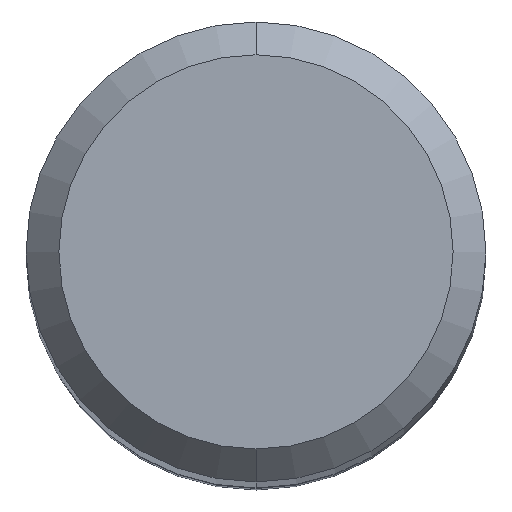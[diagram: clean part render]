
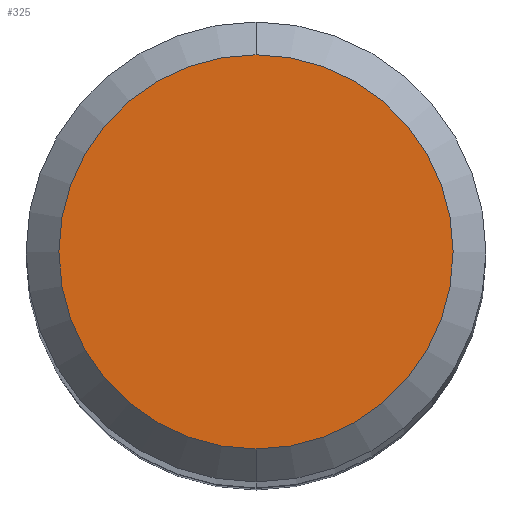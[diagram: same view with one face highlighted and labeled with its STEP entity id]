
A CAD part, top view. The second image highlights one B-rep face of the part: STEP entity #325.
In plain terms, the highlighted planar face has unit normal (0, 0, 1).
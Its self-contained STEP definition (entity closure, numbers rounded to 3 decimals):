
#165=VERTEX_POINT('',#399);
#217=EDGE_CURVE('',#165,#327,#458,.T.);
#307=EDGE_CURVE('',#327,#165,#559,.T.);
#325=ADVANCED_FACE('',(#580),#581,.T.);
#327=VERTEX_POINT('',#583);
#399=CARTESIAN_POINT('',(0.,-1.8,0.0));
#458=CIRCLE('',#735,1.8);
#559=CIRCLE('',#871,1.8);
#580=FACE_OUTER_BOUND('',#897,.T.);
#581=PLANE('',#898);
#583=CARTESIAN_POINT('',(0.0,1.8,0.0));
#735=AXIS2_PLACEMENT_3D('',#1038,#1039,#1040);
#871=AXIS2_PLACEMENT_3D('',#1179,#1180,#1181);
#897=EDGE_LOOP('',(#1209,#1210));
#898=AXIS2_PLACEMENT_3D('',#1211,#1212,#1213);
#1038=CARTESIAN_POINT('',(0.0,0.0,0.0));
#1039=DIRECTION('',(0.0,0.0,-1.0));
#1040=DIRECTION('',(0.0,1.0,0.0));
#1179=CARTESIAN_POINT('',(0.0,0.0,0.0));
#1180=DIRECTION('',(0.0,0.0,-1.0));
#1181=DIRECTION('',(0.0,1.0,0.0));
#1209=ORIENTED_EDGE('',*,*,#307,.F.);
#1210=ORIENTED_EDGE('',*,*,#217,.F.);
#1211=CARTESIAN_POINT('',(0.0,0.9,0.0));
#1212=DIRECTION('',(-0.0,0.0,1.0));
#1213=DIRECTION('',(0.0,-1.0,0.0));
